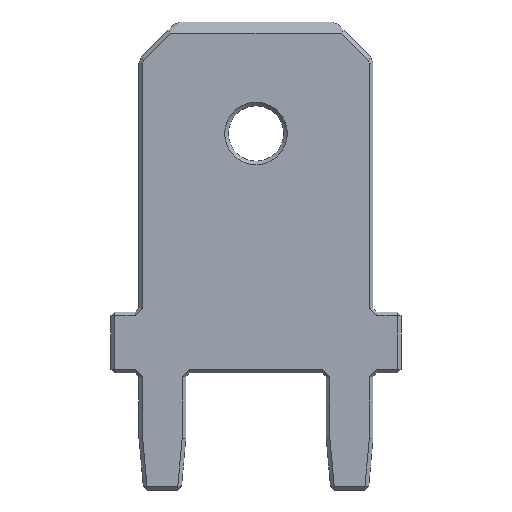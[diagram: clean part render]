
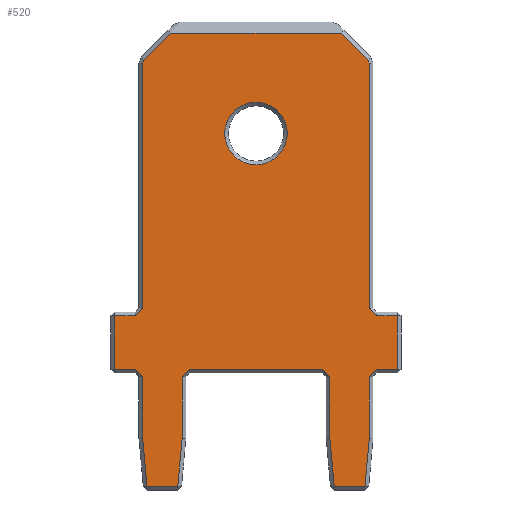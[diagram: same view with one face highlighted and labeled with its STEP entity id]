
A CAD part, front view. The second image highlights one B-rep face of the part: STEP entity #520.
In plain terms, the highlighted planar face has unit normal (0, -1, 0).
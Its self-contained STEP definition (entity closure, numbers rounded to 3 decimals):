
#124 = VERTEX_POINT('',#125);
#125 = CARTESIAN_POINT('',(-3.075,-0.4,-1.769));
#133 = VERTEX_POINT('',#134);
#134 = CARTESIAN_POINT('',(-3.075,-0.4,-0.1));
#140 = EDGE_CURVE('',#124,#133,#141,.T.);
#141 = LINE('',#142,#143);
#142 = CARTESIAN_POINT('',(-3.075,-0.4,-1.778));
#143 = VECTOR('',#144,1.);
#144 = DIRECTION('',(0.,0.,1.));
#210 = VERTEX_POINT('',#211);
#211 = CARTESIAN_POINT('',(-2.957,-0.4,-3.075));
#219 = EDGE_CURVE('',#210,#124,#220,.T.);
#220 = LINE('',#221,#222);
#221 = CARTESIAN_POINT('',(-2.948,-0.4,-3.166));
#222 = VECTOR('',#223,1.);
#223 = DIRECTION('',(-0.091,0.,
    0.996));
#520 = ADVANCED_FACE('',(#521,#747),#758,.F.);
#521 = FACE_BOUND('',#522,.F.);
#522 = EDGE_LOOP('',(#523,#524,#525,#533,#541,#549,#557,#565,#573,#581,
    #589,#597,#605,#613,#621,#629,#637,#645,#653,#661,#669,#677,#685,
    #693,#701,#709,#717,#725,#733,#741));
#523 = ORIENTED_EDGE('',*,*,#219,.T.);
#524 = ORIENTED_EDGE('',*,*,#140,.T.);
#525 = ORIENTED_EDGE('',*,*,#526,.T.);
#526 = EDGE_CURVE('',#133,#527,#529,.T.);
#527 = VERTEX_POINT('',#528);
#528 = CARTESIAN_POINT('',(-3.275,-0.4,0.1));
#529 = LINE('',#530,#531);
#530 = CARTESIAN_POINT('',(-3.038,-0.4,-0.137));
#531 = VECTOR('',#532,1.);
#532 = DIRECTION('',(-0.707,0.,0.707)
  );
#533 = ORIENTED_EDGE('',*,*,#534,.T.);
#534 = EDGE_CURVE('',#527,#535,#537,.T.);
#535 = VERTEX_POINT('',#536);
#536 = CARTESIAN_POINT('',(-3.837,-0.4,0.1));
#537 = LINE('',#538,#539);
#538 = CARTESIAN_POINT('',(-3.175,-0.4,0.1));
#539 = VECTOR('',#540,1.);
#540 = DIRECTION('',(-1.,0.,0.));
#541 = ORIENTED_EDGE('',*,*,#542,.T.);
#542 = EDGE_CURVE('',#535,#543,#545,.T.);
#543 = VERTEX_POINT('',#544);
#544 = CARTESIAN_POINT('',(-3.837,-0.4,1.551));
#545 = LINE('',#546,#547);
#546 = CARTESIAN_POINT('',(-3.837,-0.4,0.));
#547 = VECTOR('',#548,1.);
#548 = DIRECTION('',(0.,0.,1.));
#549 = ORIENTED_EDGE('',*,*,#550,.T.);
#550 = EDGE_CURVE('',#543,#551,#553,.T.);
#551 = VERTEX_POINT('',#552);
#552 = CARTESIAN_POINT('',(-3.275,-0.4,1.551));
#553 = LINE('',#554,#555);
#554 = CARTESIAN_POINT('',(-3.937,-0.4,1.551));
#555 = VECTOR('',#556,1.);
#556 = DIRECTION('',(1.,0.,0.));
#557 = ORIENTED_EDGE('',*,*,#558,.T.);
#558 = EDGE_CURVE('',#551,#559,#561,.T.);
#559 = VERTEX_POINT('',#560);
#560 = CARTESIAN_POINT('',(-3.075,-0.4,1.751));
#561 = LINE('',#562,#563);
#562 = CARTESIAN_POINT('',(-2.137,-0.4,2.689));
#563 = VECTOR('',#564,1.);
#564 = DIRECTION('',(0.707,0.,0.707));
#565 = ORIENTED_EDGE('',*,*,#566,.T.);
#566 = EDGE_CURVE('',#559,#567,#569,.T.);
#567 = VERTEX_POINT('',#568);
#568 = CARTESIAN_POINT('',(-3.075,-0.4,8.409));
#569 = LINE('',#570,#571);
#570 = CARTESIAN_POINT('',(-3.075,-0.4,1.651));
#571 = VECTOR('',#572,1.);
#572 = DIRECTION('',(0.,0.,1.));
#573 = ORIENTED_EDGE('',*,*,#574,.T.);
#574 = EDGE_CURVE('',#567,#575,#577,.T.);
#575 = VERTEX_POINT('',#576);
#576 = CARTESIAN_POINT('',(-3.034,-0.4,8.509));
#577 = LINE('',#578,#579);
#578 = CARTESIAN_POINT('',(-3.836,-0.4,6.571));
#579 = VECTOR('',#580,1.);
#580 = DIRECTION('',(0.383,0.,0.924));
#581 = ORIENTED_EDGE('',*,*,#582,.F.);
#582 = EDGE_CURVE('',#583,#575,#585,.T.);
#583 = VERTEX_POINT('',#584);
#584 = CARTESIAN_POINT('',(-2.318,-0.4,9.225));
#585 = LINE('',#586,#587);
#586 = CARTESIAN_POINT('',(-2.088,-0.4,9.454));
#587 = VECTOR('',#588,1.);
#588 = DIRECTION('',(-0.707,0.,-0.707
    ));
#589 = ORIENTED_EDGE('',*,*,#590,.T.);
#590 = EDGE_CURVE('',#583,#591,#593,.T.);
#591 = VERTEX_POINT('',#592);
#592 = CARTESIAN_POINT('',(2.318,-0.4,9.225));
#593 = LINE('',#594,#595);
#594 = CARTESIAN_POINT('',(-2.159,-0.4,9.225));
#595 = VECTOR('',#596,1.);
#596 = DIRECTION('',(1.,0.,0.));
#597 = ORIENTED_EDGE('',*,*,#598,.F.);
#598 = EDGE_CURVE('',#599,#591,#601,.T.);
#599 = VERTEX_POINT('',#600);
#600 = CARTESIAN_POINT('',(3.034,-0.4,8.509));
#601 = LINE('',#602,#603);
#602 = CARTESIAN_POINT('',(3.104,-0.4,8.438));
#603 = VECTOR('',#604,1.);
#604 = DIRECTION('',(-0.707,0.,0.707)
  );
#605 = ORIENTED_EDGE('',*,*,#606,.T.);
#606 = EDGE_CURVE('',#599,#607,#609,.T.);
#607 = VERTEX_POINT('',#608);
#608 = CARTESIAN_POINT('',(3.075,-0.4,8.409));
#609 = LINE('',#610,#611);
#610 = CARTESIAN_POINT('',(3.816,-0.4,6.621));
#611 = VECTOR('',#612,1.);
#612 = DIRECTION('',(0.383,0.,-0.924)
  );
#613 = ORIENTED_EDGE('',*,*,#614,.T.);
#614 = EDGE_CURVE('',#607,#615,#617,.T.);
#615 = VERTEX_POINT('',#616);
#616 = CARTESIAN_POINT('',(3.075,-0.4,1.751));
#617 = LINE('',#618,#619);
#618 = CARTESIAN_POINT('',(3.075,-0.4,8.509));
#619 = VECTOR('',#620,1.);
#620 = DIRECTION('',(0.,0.,-1.));
#621 = ORIENTED_EDGE('',*,*,#622,.T.);
#622 = EDGE_CURVE('',#615,#623,#625,.T.);
#623 = VERTEX_POINT('',#624);
#624 = CARTESIAN_POINT('',(3.275,-0.4,1.551));
#625 = LINE('',#626,#627);
#626 = CARTESIAN_POINT('',(2.037,-0.4,2.789));
#627 = VECTOR('',#628,1.);
#628 = DIRECTION('',(0.707,0.,-0.707)
  );
#629 = ORIENTED_EDGE('',*,*,#630,.T.);
#630 = EDGE_CURVE('',#623,#631,#633,.T.);
#631 = VERTEX_POINT('',#632);
#632 = CARTESIAN_POINT('',(3.837,-0.4,1.551));
#633 = LINE('',#634,#635);
#634 = CARTESIAN_POINT('',(3.175,-0.4,1.551));
#635 = VECTOR('',#636,1.);
#636 = DIRECTION('',(1.,0.,0.));
#637 = ORIENTED_EDGE('',*,*,#638,.T.);
#638 = EDGE_CURVE('',#631,#639,#641,.T.);
#639 = VERTEX_POINT('',#640);
#640 = CARTESIAN_POINT('',(3.837,-0.4,0.1));
#641 = LINE('',#642,#643);
#642 = CARTESIAN_POINT('',(3.837,-0.4,1.651));
#643 = VECTOR('',#644,1.);
#644 = DIRECTION('',(0.,0.,-1.));
#645 = ORIENTED_EDGE('',*,*,#646,.T.);
#646 = EDGE_CURVE('',#639,#647,#649,.T.);
#647 = VERTEX_POINT('',#648);
#648 = CARTESIAN_POINT('',(3.275,-0.4,0.1));
#649 = LINE('',#650,#651);
#650 = CARTESIAN_POINT('',(3.937,-0.4,0.1));
#651 = VECTOR('',#652,1.);
#652 = DIRECTION('',(-1.,0.,0.));
#653 = ORIENTED_EDGE('',*,*,#654,.T.);
#654 = EDGE_CURVE('',#647,#655,#657,.T.);
#655 = VERTEX_POINT('',#656);
#656 = CARTESIAN_POINT('',(3.075,-0.4,-0.1));
#657 = LINE('',#658,#659);
#658 = CARTESIAN_POINT('',(3.138,-0.4,-0.037));
#659 = VECTOR('',#660,1.);
#660 = DIRECTION('',(-0.707,0.,-0.707
    ));
#661 = ORIENTED_EDGE('',*,*,#662,.T.);
#662 = EDGE_CURVE('',#655,#663,#665,.T.);
#663 = VERTEX_POINT('',#664);
#664 = CARTESIAN_POINT('',(3.075,-0.4,-1.778));
#665 = LINE('',#666,#667);
#666 = CARTESIAN_POINT('',(3.075,-0.4,0.));
#667 = VECTOR('',#668,1.);
#668 = DIRECTION('',(0.,0.,-1.));
#669 = ORIENTED_EDGE('',*,*,#670,.T.);
#670 = EDGE_CURVE('',#663,#671,#673,.T.);
#671 = VERTEX_POINT('',#672);
#672 = CARTESIAN_POINT('',(2.957,-0.4,-3.075));
#673 = LINE('',#674,#675);
#674 = CARTESIAN_POINT('',(3.075,-0.4,-1.769));
#675 = VECTOR('',#676,1.);
#676 = DIRECTION('',(-0.091,0.,
    -0.996));
#677 = ORIENTED_EDGE('',*,*,#678,.T.);
#678 = EDGE_CURVE('',#671,#679,#681,.T.);
#679 = VERTEX_POINT('',#680);
#680 = CARTESIAN_POINT('',(2.123,-0.4,-3.075));
#681 = LINE('',#682,#683);
#682 = CARTESIAN_POINT('',(3.048,-0.4,-3.075));
#683 = VECTOR('',#684,1.);
#684 = DIRECTION('',(-1.,0.,0.));
#685 = ORIENTED_EDGE('',*,*,#686,.F.);
#686 = EDGE_CURVE('',#687,#679,#689,.T.);
#687 = VERTEX_POINT('',#688);
#688 = CARTESIAN_POINT('',(2.005,-0.4,-1.778));
#689 = LINE('',#690,#691);
#690 = CARTESIAN_POINT('',(2.005,-0.4,-1.769));
#691 = VECTOR('',#692,1.);
#692 = DIRECTION('',(0.091,0.,
    -0.996));
#693 = ORIENTED_EDGE('',*,*,#694,.F.);
#694 = EDGE_CURVE('',#695,#687,#697,.T.);
#695 = VERTEX_POINT('',#696);
#696 = CARTESIAN_POINT('',(2.005,-0.4,-0.1));
#697 = LINE('',#698,#699);
#698 = CARTESIAN_POINT('',(2.005,-0.4,0.));
#699 = VECTOR('',#700,1.);
#700 = DIRECTION('',(-0.,0.,-1.));
#701 = ORIENTED_EDGE('',*,*,#702,.F.);
#702 = EDGE_CURVE('',#703,#695,#705,.T.);
#703 = VERTEX_POINT('',#704);
#704 = CARTESIAN_POINT('',(1.805,-0.4,0.1));
#705 = LINE('',#706,#707);
#706 = CARTESIAN_POINT('',(0.672,-0.4,1.233));
#707 = VECTOR('',#708,1.);
#708 = DIRECTION('',(0.707,0.,-0.707)
  );
#709 = ORIENTED_EDGE('',*,*,#710,.T.);
#710 = EDGE_CURVE('',#703,#711,#713,.T.);
#711 = VERTEX_POINT('',#712);
#712 = CARTESIAN_POINT('',(-1.805,-0.4,0.1));
#713 = LINE('',#714,#715);
#714 = CARTESIAN_POINT('',(1.905,-0.4,0.1));
#715 = VECTOR('',#716,1.);
#716 = DIRECTION('',(-1.,0.,0.));
#717 = ORIENTED_EDGE('',*,*,#718,.T.);
#718 = EDGE_CURVE('',#711,#719,#721,.T.);
#719 = VERTEX_POINT('',#720);
#720 = CARTESIAN_POINT('',(-2.005,-0.4,-0.1));
#721 = LINE('',#722,#723);
#722 = CARTESIAN_POINT('',(-0.672,-0.4,1.233));
#723 = VECTOR('',#724,1.);
#724 = DIRECTION('',(-0.707,0.,-0.707
    ));
#725 = ORIENTED_EDGE('',*,*,#726,.T.);
#726 = EDGE_CURVE('',#719,#727,#729,.T.);
#727 = VERTEX_POINT('',#728);
#728 = CARTESIAN_POINT('',(-2.005,-0.4,-1.778));
#729 = LINE('',#730,#731);
#730 = CARTESIAN_POINT('',(-2.005,-0.4,0.));
#731 = VECTOR('',#732,1.);
#732 = DIRECTION('',(0.,0.,-1.));
#733 = ORIENTED_EDGE('',*,*,#734,.T.);
#734 = EDGE_CURVE('',#727,#735,#737,.T.);
#735 = VERTEX_POINT('',#736);
#736 = CARTESIAN_POINT('',(-2.123,-0.4,-3.075));
#737 = LINE('',#738,#739);
#738 = CARTESIAN_POINT('',(-2.005,-0.4,-1.769));
#739 = VECTOR('',#740,1.);
#740 = DIRECTION('',(-0.091,0.,
    -0.996));
#741 = ORIENTED_EDGE('',*,*,#742,.T.);
#742 = EDGE_CURVE('',#735,#210,#743,.T.);
#743 = LINE('',#744,#745);
#744 = CARTESIAN_POINT('',(-2.032,-0.4,-3.075));
#745 = VECTOR('',#746,1.);
#746 = DIRECTION('',(-1.,0.,0.));
#747 = FACE_BOUND('',#748,.F.);
#748 = EDGE_LOOP('',(#749));
#749 = ORIENTED_EDGE('',*,*,#750,.T.);
#750 = EDGE_CURVE('',#751,#751,#753,.T.);
#751 = VERTEX_POINT('',#752);
#752 = CARTESIAN_POINT('',(0.85,-0.4,6.5));
#753 = CIRCLE('',#754,0.85);
#754 = AXIS2_PLACEMENT_3D('',#755,#756,#757);
#755 = CARTESIAN_POINT('',(0.,-0.4,6.5));
#756 = DIRECTION('',(0.,-1.,0.));
#757 = DIRECTION('',(1.,0.,0.));
#758 = PLANE('',#759);
#759 = AXIS2_PLACEMENT_3D('',#760,#761,#762);
#760 = CARTESIAN_POINT('',(0.,-0.4,2.828));
#761 = DIRECTION('',(0.,1.,0.));
#762 = DIRECTION('',(0.,0.,1.));
